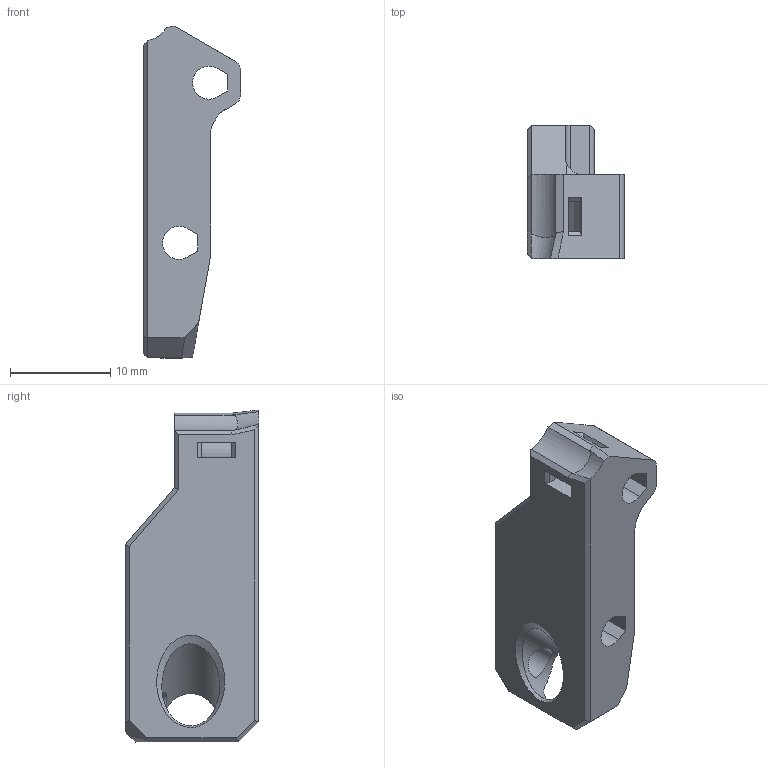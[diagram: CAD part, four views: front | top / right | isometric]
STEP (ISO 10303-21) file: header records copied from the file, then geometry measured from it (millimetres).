
FILE_DESCRIPTION(/* description */ (''),/* implementation_level */ '2;1');
FILE_NAME(/* name */ 'cameraV1.0_adxl_mount_generic_15.5_hole_c-c.step',/* time_stamp */ '2026-01-15T08:45:30+02:00',/* author */ (''),/* organization */ (''),/* preprocessor_version */ 'ST-DEVELOPER v20.1',/* originating_system */ 'Autodesk Translation Framework v14.21.0.0',/* authorisation */ '');
FILE_SCHEMA (('AUTOMOTIVE_DESIGN { 1 0 10303 214 3 1 1 }'));
Length unit declared in the file: millimetre
Products named in the file (1): 2026-01-15-08-45-30-569
Bounding box: 9.7 x 13.35 x 33.15 mm (x, y, z)
Volume: 1896.1 mm3; surface area: 1618.1 mm2
Topology: 1 solids, 1 shells, 70 faces, 201 edges, 131 vertices
Faces by surface type: plane 46, cylinder 17, bspline 6, cone 1
Full cylindrical faces by diameter (mm): 3.2 x1, 5.8 x1
Entity records: 2619 total; most frequent: CARTESIAN_POINT 753, ORIENTED_EDGE 402, DIRECTION 357, EDGE_CURVE 201, VERTEX_POINT 131, LINE 129, VECTOR 129, AXIS2_PLACEMENT_3D 114
